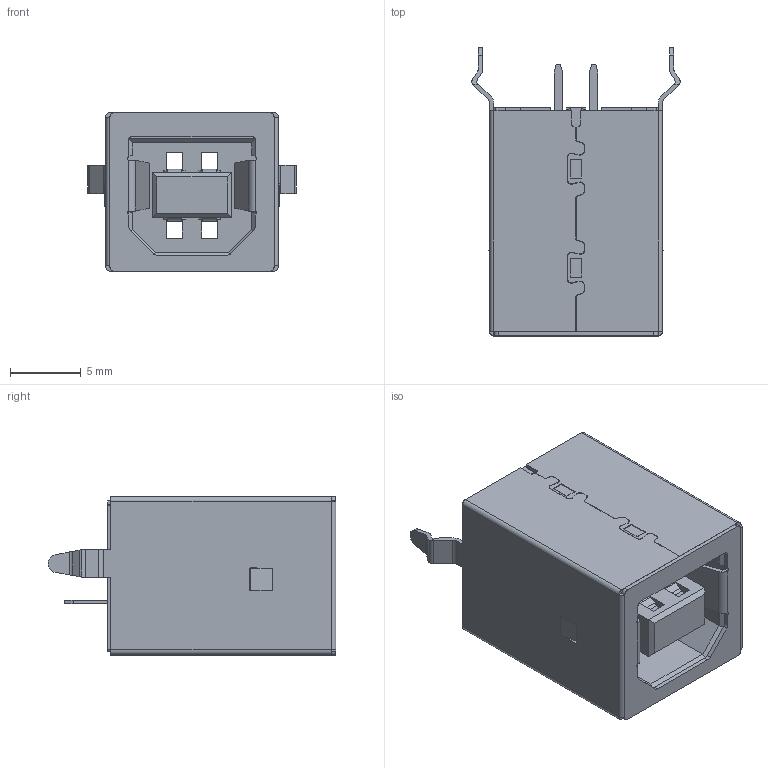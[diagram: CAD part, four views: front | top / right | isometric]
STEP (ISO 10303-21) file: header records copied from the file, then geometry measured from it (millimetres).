
FILE_DESCRIPTION(('STEP AP242'),'1');
FILE_NAME('61400413321.stp','2022-03-14T12:40:16',('TraceParts'),('TraceParts S.A.'),'Spatial InterOp 3D',' ',' ');
FILE_SCHEMA(('AP242_MANAGED_MODEL_BASED_3D_ENGINEERING_MIM_LF {1 0 10303 442 1 1 4}'));
Length unit declared in the file: millimetre
Products named in the file (1): 61400413321_1
Bounding box: 14.7 x 20.32 x 11.2 mm (x, y, z)
Volume: 1352.7 mm3; surface area: 3795.8 mm2
Topology: 6 solids, 6 shells, 826 faces, 2334 edges, 1516 vertices
Faces by surface type: plane 606, cylinder 220
Entity records: 28478 total; most frequent: CARTESIAN_POINT 4682, ORIENTED_EDGE 4668, DIRECTION 4446, EDGE_CURVE 2334, LINE 1886, VECTOR 1886, VERTEX_POINT 1516, AXIS2_PLACEMENT_3D 1280
